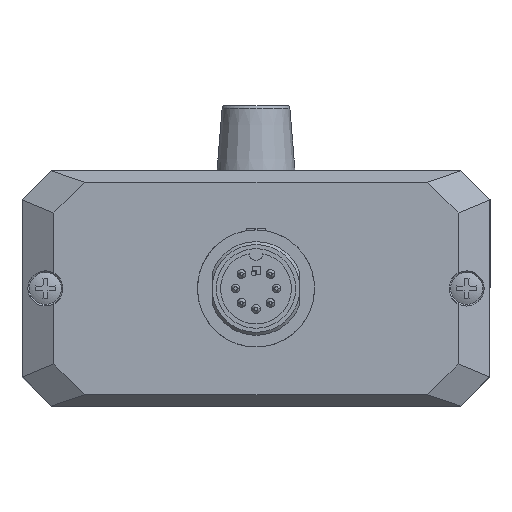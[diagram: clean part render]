
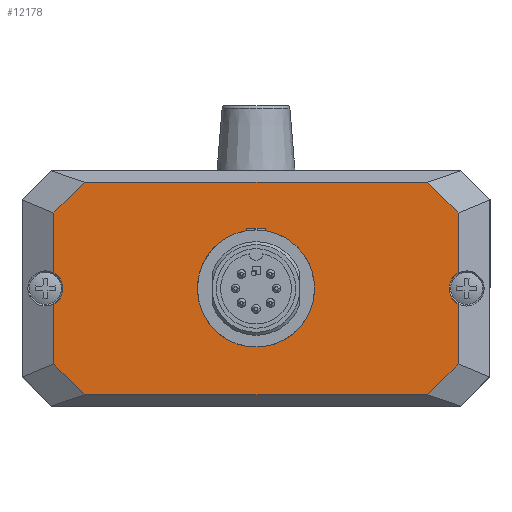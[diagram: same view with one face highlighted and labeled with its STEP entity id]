
A CAD part, front view. The second image highlights one B-rep face of the part: STEP entity #12178.
In plain terms, the highlighted planar face has unit normal (0, -1, 0).
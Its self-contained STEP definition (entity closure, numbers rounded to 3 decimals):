
#2892=CIRCLE('',#15973,3.);
#2893=CIRCLE('',#15974,3.);
#2894=CIRCLE('',#15975,9.);
#4689=ORIENTED_EDGE('',*,*,#6666,.T.);
#4690=ORIENTED_EDGE('',*,*,#6667,.F.);
#4691=ORIENTED_EDGE('',*,*,#6668,.F.);
#4692=ORIENTED_EDGE('',*,*,#6669,.F.);
#4693=ORIENTED_EDGE('',*,*,#6670,.F.);
#4694=ORIENTED_EDGE('',*,*,#6671,.F.);
#4695=ORIENTED_EDGE('',*,*,#6672,.T.);
#4696=ORIENTED_EDGE('',*,*,#6673,.F.);
#4697=ORIENTED_EDGE('',*,*,#6674,.F.);
#4698=ORIENTED_EDGE('',*,*,#6675,.F.);
#4699=ORIENTED_EDGE('',*,*,#6676,.F.);
#4700=ORIENTED_EDGE('',*,*,#6677,.F.);
#4701=ORIENTED_EDGE('',*,*,#6678,.T.);
#4702=ORIENTED_EDGE('',*,*,#6679,.T.);
#4703=ORIENTED_EDGE('',*,*,#6680,.T.);
#4704=ORIENTED_EDGE('',*,*,#6681,.T.);
#6666=EDGE_CURVE('',#7794,#7795,#2892,.T.);
#6667=EDGE_CURVE('',#7796,#7795,#8886,.T.);
#6668=EDGE_CURVE('',#7797,#7796,#8887,.T.);
#6669=EDGE_CURVE('',#7798,#7797,#8888,.T.);
#6670=EDGE_CURVE('',#7799,#7798,#8889,.T.);
#6671=EDGE_CURVE('',#7800,#7799,#8890,.T.);
#6672=EDGE_CURVE('',#7800,#7801,#2893,.T.);
#6673=EDGE_CURVE('',#7802,#7801,#8891,.T.);
#6674=EDGE_CURVE('',#7803,#7802,#8892,.T.);
#6675=EDGE_CURVE('',#7804,#7803,#8893,.T.);
#6676=EDGE_CURVE('',#7805,#7804,#8894,.T.);
#6677=EDGE_CURVE('',#7794,#7805,#8895,.T.);
#6678=EDGE_CURVE('',#7806,#7807,#8896,.T.);
#6679=EDGE_CURVE('',#7807,#7808,#8897,.T.);
#6680=EDGE_CURVE('',#7808,#7809,#2894,.T.);
#6681=EDGE_CURVE('',#7809,#7806,#8898,.T.);
#7794=VERTEX_POINT('',#25188);
#7795=VERTEX_POINT('',#25189);
#7796=VERTEX_POINT('',#25191);
#7797=VERTEX_POINT('',#25193);
#7798=VERTEX_POINT('',#25195);
#7799=VERTEX_POINT('',#25197);
#7800=VERTEX_POINT('',#25199);
#7801=VERTEX_POINT('',#25201);
#7802=VERTEX_POINT('',#25203);
#7803=VERTEX_POINT('',#25205);
#7804=VERTEX_POINT('',#25207);
#7805=VERTEX_POINT('',#25209);
#7806=VERTEX_POINT('',#25212);
#7807=VERTEX_POINT('',#25213);
#7808=VERTEX_POINT('',#25215);
#7809=VERTEX_POINT('',#25217);
#8886=LINE('',#25190,#9956);
#8887=LINE('',#25192,#9957);
#8888=LINE('',#25194,#9958);
#8889=LINE('',#25196,#9959);
#8890=LINE('',#25198,#9960);
#8891=LINE('',#25202,#9961);
#8892=LINE('',#25204,#9962);
#8893=LINE('',#25206,#9963);
#8894=LINE('',#25208,#9964);
#8895=LINE('',#25210,#9965);
#8896=LINE('',#25211,#9966);
#8897=LINE('',#25214,#9967);
#8898=LINE('',#25218,#9968);
#9956=VECTOR('',#18019,1000.);
#9957=VECTOR('',#18020,1000.);
#9958=VECTOR('',#18021,1000.);
#9959=VECTOR('',#18022,1000.);
#9960=VECTOR('',#18023,1000.);
#9961=VECTOR('',#18026,1000.);
#9962=VECTOR('',#18027,1000.);
#9963=VECTOR('',#18028,1000.);
#9964=VECTOR('',#18029,1000.);
#9965=VECTOR('',#18030,1000.);
#9966=VECTOR('',#18031,1000.);
#9967=VECTOR('',#18032,1000.);
#9968=VECTOR('',#18035,1000.);
#10629=EDGE_LOOP('',(#4689,#4690,#4691,#4692,#4693,#4694,#4695,#4696,#4697,
#4698,#4699,#4700));
#10630=EDGE_LOOP('',(#4701,#4702,#4703,#4704));
#11243=FACE_BOUND('',#10629,.T.);
#11244=FACE_BOUND('',#10630,.T.);
#11750=PLANE('',#15972);
#12178=ADVANCED_FACE('',(#11243,#11244),#11750,.T.);
#15972=AXIS2_PLACEMENT_3D('',#25186,#18015,#18016);
#15973=AXIS2_PLACEMENT_3D('',#25187,#18017,#18018);
#15974=AXIS2_PLACEMENT_3D('',#25200,#18024,#18025);
#15975=AXIS2_PLACEMENT_3D('',#25216,#18033,#18034);
#18015=DIRECTION('',(0.,-1.,0.));
#18016=DIRECTION('',(0.,0.,1.));
#18017=DIRECTION('',(0.,1.,0.));
#18018=DIRECTION('',(1.,0.,0.));
#18019=DIRECTION('',(0.,0.,-1.));
#18020=DIRECTION('',(0.707,0.,-0.707));
#18021=DIRECTION('',(1.,0.,0.));
#18022=DIRECTION('',(0.707,0.,0.707));
#18023=DIRECTION('',(0.,0.,1.));
#18024=DIRECTION('',(0.,1.,0.));
#18025=DIRECTION('',(1.,0.,0.));
#18026=DIRECTION('',(0.,0.,1.));
#18027=DIRECTION('',(-0.707,0.,0.707));
#18028=DIRECTION('',(-1.,0.,0.));
#18029=DIRECTION('',(-0.707,0.,-0.707));
#18030=DIRECTION('',(0.,0.,-1.));
#18031=DIRECTION('',(1.,0.,0.));
#18032=DIRECTION('',(0.,0.,-1.));
#18033=DIRECTION('',(0.,1.,0.));
#18034=DIRECTION('',(0.,0.,1.));
#18035=DIRECTION('',(0.,0.,1.));
#25186=CARTESIAN_POINT('',(0.,-67.,20.15));
#25187=CARTESIAN_POINT('',(36.,-67.,20.15));
#25188=CARTESIAN_POINT('',(34.565,-67.,17.515));
#25189=CARTESIAN_POINT('',(34.565,-67.,22.785));
#25190=CARTESIAN_POINT('',(34.565,-67.,27.725));
#25191=CARTESIAN_POINT('',(34.565,-67.,33.049));
#25192=CARTESIAN_POINT('',(27.445,-67.,40.17));
#25193=CARTESIAN_POINT('',(29.308,-67.,38.306));
#25194=CARTESIAN_POINT('',(0.,-67.,38.306));
#25195=CARTESIAN_POINT('',(-29.308,-67.,38.306));
#25196=CARTESIAN_POINT('',(-29.945,-67.,37.67));
#25197=CARTESIAN_POINT('',(-34.565,-67.,33.049));
#25198=CARTESIAN_POINT('',(-34.565,-67.,12.575));
#25199=CARTESIAN_POINT('',(-34.565,-67.,22.785));
#25200=CARTESIAN_POINT('',(-36.,-67.,20.15));
#25201=CARTESIAN_POINT('',(-34.565,-67.,17.515));
#25202=CARTESIAN_POINT('',(-34.565,-67.,12.575));
#25203=CARTESIAN_POINT('',(-34.565,-67.,7.251));
#25204=CARTESIAN_POINT('',(-27.445,-67.,0.13));
#25205=CARTESIAN_POINT('',(-29.308,-67.,1.994));
#25206=CARTESIAN_POINT('',(0.,-67.,1.994));
#25207=CARTESIAN_POINT('',(29.308,-67.,1.994));
#25208=CARTESIAN_POINT('',(29.945,-67.,2.63));
#25209=CARTESIAN_POINT('',(34.565,-67.,7.251));
#25210=CARTESIAN_POINT('',(34.565,-67.,27.725));
#25211=CARTESIAN_POINT('',(1.55,-67.,30.45));
#25212=CARTESIAN_POINT('',(-1.55,-67.,30.45));
#25213=CARTESIAN_POINT('',(1.55,-67.,30.45));
#25214=CARTESIAN_POINT('',(1.55,-67.,29.016));
#25215=CARTESIAN_POINT('',(1.55,-67.,29.016));
#25216=CARTESIAN_POINT('',(0.,-67.,20.15));
#25217=CARTESIAN_POINT('',(-1.55,-67.,29.016));
#25218=CARTESIAN_POINT('',(-1.55,-67.,30.45));
